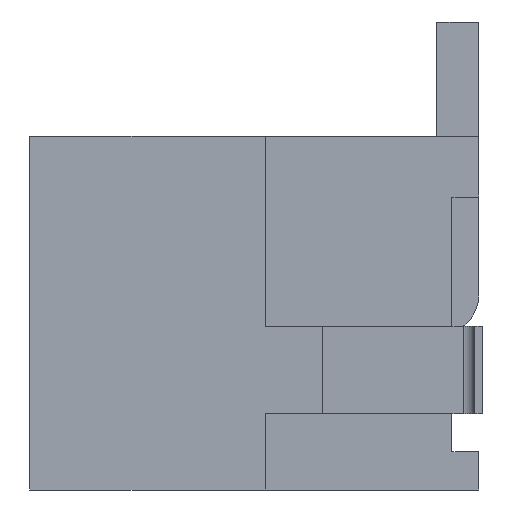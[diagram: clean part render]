
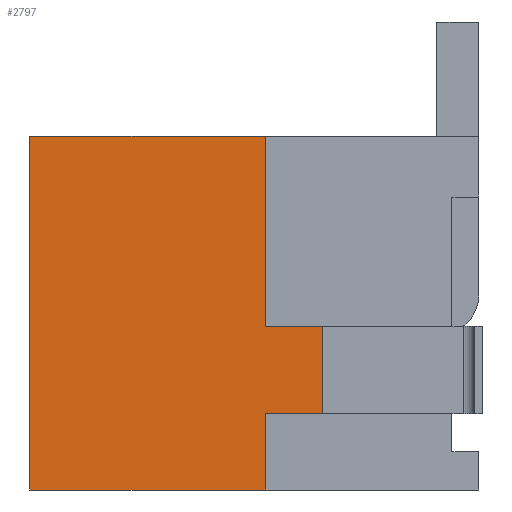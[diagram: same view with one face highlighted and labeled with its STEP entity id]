
A CAD part, left-side view. The second image highlights one B-rep face of the part: STEP entity #2797.
In plain terms, the highlighted planar face has unit normal (-1, 0, 0).
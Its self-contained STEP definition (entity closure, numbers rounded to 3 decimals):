
#20 = VERTEX_POINT ( 'NONE', #218 ) ;
#47 = CARTESIAN_POINT ( 'NONE',  ( -4.9, 5.6, 4.65 ) ) ;
#61 = ORIENTED_EDGE ( 'NONE', *, *, #548, .F. ) ;
#115 = CARTESIAN_POINT ( 'NONE',  ( -4.9, 0., -0.35 ) ) ;
#157 = VECTOR ( 'NONE', #2340, 1000. ) ;
#177 = VERTEX_POINT ( 'NONE', #47 ) ;
#218 = CARTESIAN_POINT ( 'NONE',  ( -4.9, 4.1, -0.35 ) ) ;
#262 = EDGE_CURVE ( 'NONE', #1066, #1712, #2408, .T. ) ;
#273 = CARTESIAN_POINT ( 'NONE',  ( -4.9, 5.6, -2.65 ) ) ;
#276 = DIRECTION ( 'NONE',  ( 0., 0., 1. ) ) ;
#285 = EDGE_CURVE ( 'NONE', #20, #1236, #1045, .T. ) ;
#332 = CARTESIAN_POINT ( 'NONE',  ( -4.9, 4.1, -2.65 ) ) ;
#408 = PLANE ( 'NONE',  #1322 ) ;
#523 = CARTESIAN_POINT ( 'NONE',  ( -4.9, 5.6, 4.65 ) ) ;
#536 = VECTOR ( 'NONE', #1181, 1000. ) ;
#548 = EDGE_CURVE ( 'NONE', #20, #958, #1773, .T. ) ;
#587 = ORIENTED_EDGE ( 'NONE', *, *, #2117, .F. ) ;
#674 = LINE ( 'NONE', #744, #2603 ) ;
#679 = EDGE_CURVE ( 'NONE', #1195, #2384, #674, .T. ) ;
#744 = CARTESIAN_POINT ( 'NONE',  ( -4.9, 5.6, 4.65 ) ) ;
#907 = ORIENTED_EDGE ( 'NONE', *, *, #262, .F. ) ;
#936 = EDGE_CURVE ( 'NONE', #1066, #1195, #2045, .T. ) ;
#945 = CARTESIAN_POINT ( 'NONE',  ( -4.9, 11.8, 4.65 ) ) ;
#958 = VERTEX_POINT ( 'NONE', #332 ) ;
#1036 = CARTESIAN_POINT ( 'NONE',  ( -4.9, 11.8, -4.65 ) ) ;
#1045 = LINE ( 'NONE', #115, #1600 ) ;
#1066 = VERTEX_POINT ( 'NONE', #1036 ) ;
#1112 = VECTOR ( 'NONE', #2125, 1000. ) ;
#1181 = DIRECTION ( 'NONE',  ( 0., 0., 1. ) ) ;
#1195 = VERTEX_POINT ( 'NONE', #1954 ) ;
#1232 = CARTESIAN_POINT ( 'NONE',  ( -4.9, 0., -2.65 ) ) ;
#1236 = VERTEX_POINT ( 'NONE', #1297 ) ;
#1258 = CARTESIAN_POINT ( 'NONE',  ( -4.9, 4.1, -2.65 ) ) ;
#1297 = CARTESIAN_POINT ( 'NONE',  ( -4.9, 5.6, -0.35 ) ) ;
#1322 = AXIS2_PLACEMENT_3D ( 'NONE', #2836, #2859, #2387 ) ;
#1374 = EDGE_CURVE ( 'NONE', #1712, #177, #1989, .T. ) ;
#1402 = DIRECTION ( 'NONE',  ( 0., 1., 0. ) ) ;
#1424 = DIRECTION ( 'NONE',  ( 0., -1., 0. ) ) ;
#1600 = VECTOR ( 'NONE', #1402, 1000. ) ;
#1654 = EDGE_LOOP ( 'NONE', ( #61, #2198, #1799, #2031, #907, #2545, #2448, #587 ) ) ;
#1666 = CARTESIAN_POINT ( 'NONE',  ( -4.9, 11.8, 4.65 ) ) ;
#1712 = VERTEX_POINT ( 'NONE', #2609 ) ;
#1773 = LINE ( 'NONE', #1258, #1112 ) ;
#1799 = ORIENTED_EDGE ( 'NONE', *, *, #1879, .T. ) ;
#1879 = EDGE_CURVE ( 'NONE', #1236, #177, #2019, .T. ) ;
#1950 = FACE_OUTER_BOUND ( 'NONE', #1654, .T. ) ;
#1954 = CARTESIAN_POINT ( 'NONE',  ( -4.9, 5.6, -4.65 ) ) ;
#1989 = LINE ( 'NONE', #945, #157 ) ;
#2019 = LINE ( 'NONE', #523, #2482 ) ;
#2031 = ORIENTED_EDGE ( 'NONE', *, *, #1374, .F. ) ;
#2045 = LINE ( 'NONE', #2093, #2704 ) ;
#2093 = CARTESIAN_POINT ( 'NONE',  ( -4.9, 11.8, -4.65 ) ) ;
#2117 = EDGE_CURVE ( 'NONE', #958, #2384, #2330, .T. ) ;
#2125 = DIRECTION ( 'NONE',  ( 0., 0., -1. ) ) ;
#2156 = DIRECTION ( 'NONE',  ( 0., 1., 0. ) ) ;
#2198 = ORIENTED_EDGE ( 'NONE', *, *, #285, .T. ) ;
#2330 = LINE ( 'NONE', #1232, #2745 ) ;
#2340 = DIRECTION ( 'NONE',  ( 0., -1., 0. ) ) ;
#2384 = VERTEX_POINT ( 'NONE', #273 ) ;
#2387 = DIRECTION ( 'NONE',  ( 0., 0., -1. ) ) ;
#2408 = LINE ( 'NONE', #1666, #536 ) ;
#2448 = ORIENTED_EDGE ( 'NONE', *, *, #679, .T. ) ;
#2482 = VECTOR ( 'NONE', #2503, 1000. ) ;
#2503 = DIRECTION ( 'NONE',  ( 0., 0., 1. ) ) ;
#2545 = ORIENTED_EDGE ( 'NONE', *, *, #936, .T. ) ;
#2603 = VECTOR ( 'NONE', #276, 1000. ) ;
#2609 = CARTESIAN_POINT ( 'NONE',  ( -4.9, 11.8, 4.65 ) ) ;
#2704 = VECTOR ( 'NONE', #1424, 1000. ) ;
#2745 = VECTOR ( 'NONE', #2156, 1000. ) ;
#2797 = ADVANCED_FACE ( 'NONE', ( #1950 ), #408, .F. ) ;
#2836 = CARTESIAN_POINT ( 'NONE',  ( -4.9, 11.8, 4.65 ) ) ;
#2859 = DIRECTION ( 'NONE',  ( 1., 0., 0. ) ) ;
